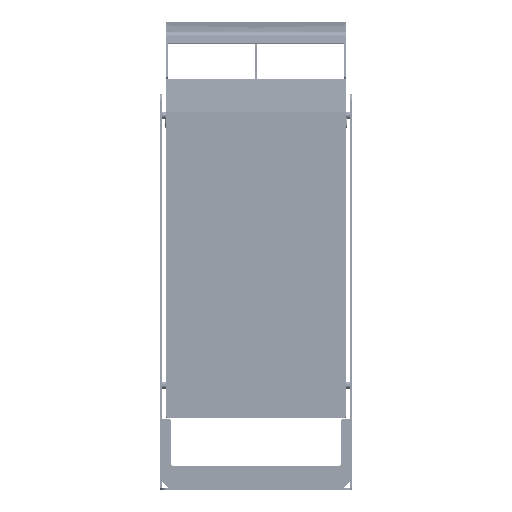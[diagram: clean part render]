
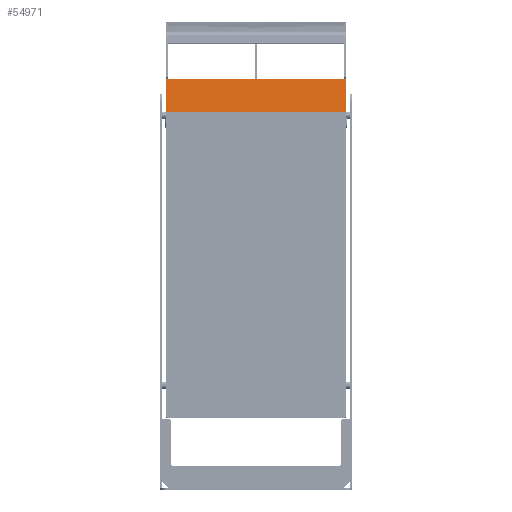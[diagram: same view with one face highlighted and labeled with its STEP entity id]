
A CAD part, top view. The second image highlights one B-rep face of the part: STEP entity #54971.
In plain terms, the highlighted planar face has unit normal (0, 0.095, 0.996).
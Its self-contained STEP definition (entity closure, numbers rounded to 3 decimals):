
#525 = VERTEX_POINT ( 'NONE', #47810 ) ;
#1834 = EDGE_LOOP ( 'NONE', ( #52619, #44064, #53853, #36375, #47814, #38390 ) ) ;
#2661 = DIRECTION ( 'NONE',  ( -1., 0., 0. ) ) ;
#3175 = CARTESIAN_POINT ( 'NONE',  ( -250., 130., 150. ) ) ;
#3543 = CARTESIAN_POINT ( 'NONE',  ( -250., 219.004, 141.536 ) ) ;
#9246 = CARTESIAN_POINT ( 'NONE',  ( 250., 130.567, 149.946 ) ) ;
#10188 = AXIS2_PLACEMENT_3D ( 'NONE', #40541, #40818, #24229 ) ;
#10527 = CARTESIAN_POINT ( 'NONE',  ( 250., 130.567, 149.946 ) ) ;
#11082 = VECTOR ( 'NONE', #33324, 1000. ) ;
#12434 = CARTESIAN_POINT ( 'NONE',  ( -250., 130.567, 149.946 ) ) ;
#14266 = VERTEX_POINT ( 'NONE', #12434 ) ;
#15355 = LINE ( 'NONE', #10527, #43230 ) ;
#16696 = EDGE_CURVE ( 'NONE', #525, #41077, #50761, .T. ) ;
#18066 = AXIS2_PLACEMENT_3D ( 'NONE', #35629, #44090, #18725 ) ;
#18725 = DIRECTION ( 'NONE',  ( 0., -0.996, 0.095 ) ) ;
#19483 = EDGE_CURVE ( 'NONE', #41261, #24125, #49891, .T. ) ;
#19913 = LINE ( 'NONE', #37380, #41641 ) ;
#24125 = VERTEX_POINT ( 'NONE', #3543 ) ;
#24139 = EDGE_CURVE ( 'NONE', #54506, #525, #19913, .T. ) ;
#24229 = DIRECTION ( 'NONE',  ( 0., -0.996, 0.095 ) ) ;
#24431 = VECTOR ( 'NONE', #54416, 1000. ) ;
#25803 = CARTESIAN_POINT ( 'NONE',  ( -249., 220., 141.442 ) ) ;
#28528 = LINE ( 'NONE', #40858, #24431 ) ;
#30848 = FACE_OUTER_BOUND ( 'NONE', #1834, .T. ) ;
#32543 = CARTESIAN_POINT ( 'NONE',  ( 249., 220., 141.442 ) ) ;
#33324 = DIRECTION ( 'NONE',  ( 0., 0.996, -0.095 ) ) ;
#35629 = CARTESIAN_POINT ( 'NONE',  ( 250., 130., 150. ) ) ;
#36375 = ORIENTED_EDGE ( 'NONE', *, *, #53250, .F. ) ;
#37380 = CARTESIAN_POINT ( 'NONE',  ( 250., 130., 150. ) ) ;
#38390 = ORIENTED_EDGE ( 'NONE', *, *, #16696, .T. ) ;
#38408 = LINE ( 'NONE', #3175, #11082 ) ;
#40079 = DIRECTION ( 'NONE',  ( 0., 0.095, 0.996 ) ) ;
#40541 = CARTESIAN_POINT ( 'NONE',  ( 249., 219.004, 141.536 ) ) ;
#40818 = DIRECTION ( 'NONE',  ( 0., 0.095, 0.996 ) ) ;
#40858 = CARTESIAN_POINT ( 'NONE',  ( 250., 220., 141.442 ) ) ;
#41077 = VERTEX_POINT ( 'NONE', #32543 ) ;
#41261 = VERTEX_POINT ( 'NONE', #25803 ) ;
#41641 = VECTOR ( 'NONE', #45253, 1000. ) ;
#43230 = VECTOR ( 'NONE', #2661, 1000. ) ;
#43484 = DIRECTION ( 'NONE',  ( 0., -0.996, 0.095 ) ) ;
#43832 = PLANE ( 'NONE',  #18066 ) ;
#44064 = ORIENTED_EDGE ( 'NONE', *, *, #19483, .T. ) ;
#44090 = DIRECTION ( 'NONE',  ( 0., 0.095, 0.996 ) ) ;
#44774 = EDGE_CURVE ( 'NONE', #41077, #41261, #28528, .T. ) ;
#45253 = DIRECTION ( 'NONE',  ( 0., 0.996, -0.095 ) ) ;
#47232 = AXIS2_PLACEMENT_3D ( 'NONE', #52218, #40079, #43484 ) ;
#47810 = CARTESIAN_POINT ( 'NONE',  ( 250., 219.004, 141.536 ) ) ;
#47814 = ORIENTED_EDGE ( 'NONE', *, *, #24139, .T. ) ;
#49278 = EDGE_CURVE ( 'NONE', #14266, #24125, #38408, .T. ) ;
#49891 = CIRCLE ( 'NONE', #47232, 1. ) ;
#50761 = CIRCLE ( 'NONE', #10188, 1. ) ;
#52218 = CARTESIAN_POINT ( 'NONE',  ( -249., 219.004, 141.536 ) ) ;
#52619 = ORIENTED_EDGE ( 'NONE', *, *, #44774, .T. ) ;
#53250 = EDGE_CURVE ( 'NONE', #54506, #14266, #15355, .T. ) ;
#53853 = ORIENTED_EDGE ( 'NONE', *, *, #49278, .F. ) ;
#54416 = DIRECTION ( 'NONE',  ( -1., 0., 0. ) ) ;
#54506 = VERTEX_POINT ( 'NONE', #9246 ) ;
#54971 = ADVANCED_FACE ( 'NONE', ( #30848 ), #43832, .T. ) ;
